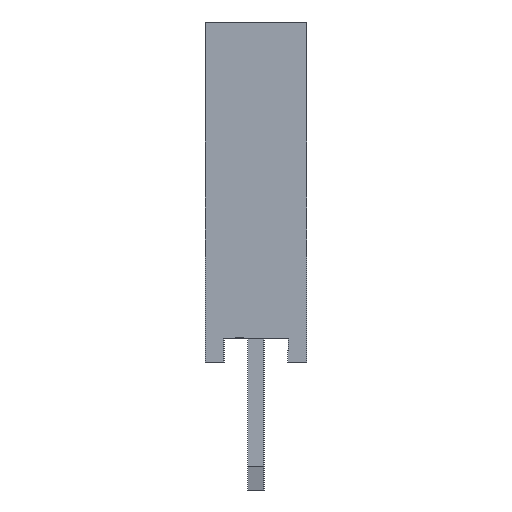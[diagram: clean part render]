
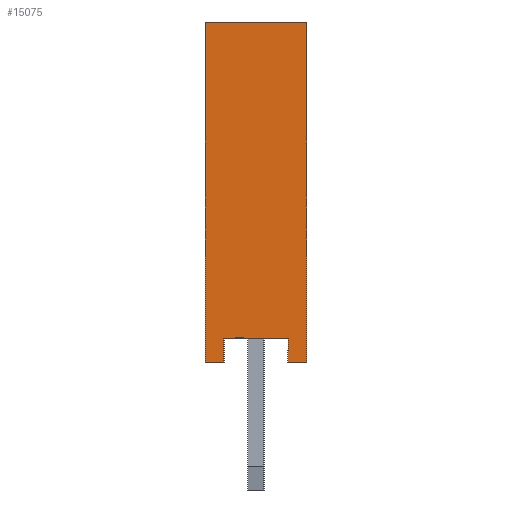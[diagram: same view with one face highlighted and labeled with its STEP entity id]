
A CAD part, left-side view. The second image highlights one B-rep face of the part: STEP entity #15075.
In plain terms, the highlighted planar face has unit normal (-1, 0, 0).
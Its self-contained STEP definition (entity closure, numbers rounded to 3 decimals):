
#538 = CARTESIAN_POINT ( 'NONE',  ( -1.27, 2.54, 8.5 ) ) ;
#846 = VERTEX_POINT ( 'NONE', #7048 ) ;
#892 = CARTESIAN_POINT ( 'NONE',  ( -1.27, 2.54, 0. ) ) ;
#1352 = DIRECTION ( 'NONE',  ( 1., 0., 0. ) ) ;
#1652 = LINE ( 'NONE', #22485, #21775 ) ;
#2615 = VERTEX_POINT ( 'NONE', #892 ) ;
#2759 = ORIENTED_EDGE ( 'NONE', *, *, #21900, .F. ) ;
#2931 = VECTOR ( 'NONE', #22691, 1000. ) ;
#3207 = EDGE_CURVE ( 'NONE', #16387, #2615, #1652, .T. ) ;
#3583 = ORIENTED_EDGE ( 'NONE', *, *, #24000, .F. ) ;
#3590 = DIRECTION ( 'NONE',  ( 0., -1., 0. ) ) ;
#4300 = CARTESIAN_POINT ( 'NONE',  ( -1.27, 0., 0. ) ) ;
#6075 = ORIENTED_EDGE ( 'NONE', *, *, #3207, .T. ) ;
#6165 = DIRECTION ( 'NONE',  ( 0., 1., 0. ) ) ;
#6260 = EDGE_CURVE ( 'NONE', #9805, #22959, #9807, .T. ) ;
#6715 = VECTOR ( 'NONE', #14093, 1000. ) ;
#6783 = LINE ( 'NONE', #7628, #20209 ) ;
#7048 = CARTESIAN_POINT ( 'NONE',  ( -1.27, 0., 8.5 ) ) ;
#7498 = ORIENTED_EDGE ( 'NONE', *, *, #17409, .F. ) ;
#7628 = CARTESIAN_POINT ( 'NONE',  ( -1.27, 0., 8.5 ) ) ;
#7992 = ORIENTED_EDGE ( 'NONE', *, *, #16641, .T. ) ;
#9805 = VERTEX_POINT ( 'NONE', #25757 ) ;
#9807 = LINE ( 'NONE', #21250, #18991 ) ;
#9887 = DIRECTION ( 'NONE',  ( 0., 0., -1. ) ) ;
#10905 = CARTESIAN_POINT ( 'NONE',  ( -1.27, 2.07, 0.6 ) ) ;
#11096 = VERTEX_POINT ( 'NONE', #20077 ) ;
#11224 = DIRECTION ( 'NONE',  ( 0., 0., -1. ) ) ;
#12733 = LINE ( 'NONE', #538, #6715 ) ;
#13484 = CARTESIAN_POINT ( 'NONE',  ( -1.27, 0.47, 0.6 ) ) ;
#14093 = DIRECTION ( 'NONE',  ( 0., -1., 0. ) ) ;
#14097 = CARTESIAN_POINT ( 'NONE',  ( -1.27, 2.07, 0.6 ) ) ;
#15075 = ADVANCED_FACE ( 'NONE', ( #16231 ), #28334, .F. ) ;
#15433 = CARTESIAN_POINT ( 'NONE',  ( -1.27, 0.47, 0.6 ) ) ;
#16170 = ORIENTED_EDGE ( 'NONE', *, *, #6260, .F. ) ;
#16231 = FACE_OUTER_BOUND ( 'NONE', #20137, .T. ) ;
#16387 = VERTEX_POINT ( 'NONE', #20385 ) ;
#16484 = LINE ( 'NONE', #28348, #27800 ) ;
#16641 = EDGE_CURVE ( 'NONE', #2615, #11096, #28784, .T. ) ;
#16761 = AXIS2_PLACEMENT_3D ( 'NONE', #23922, #1352, #26287 ) ;
#17079 = LINE ( 'NONE', #15433, #28364 ) ;
#17409 = EDGE_CURVE ( 'NONE', #16387, #846, #12733, .T. ) ;
#17760 = ORIENTED_EDGE ( 'NONE', *, *, #22375, .F. ) ;
#18529 = VECTOR ( 'NONE', #20890, 1000. ) ;
#18989 = CARTESIAN_POINT ( 'NONE',  ( -1.27, 2.54, 0. ) ) ;
#18991 = VECTOR ( 'NONE', #27840, 1000. ) ;
#19034 = VERTEX_POINT ( 'NONE', #4300 ) ;
#20077 = CARTESIAN_POINT ( 'NONE',  ( -1.27, 2.07, 0. ) ) ;
#20137 = EDGE_LOOP ( 'NONE', ( #7992, #3583, #2759, #16170, #24617, #17760, #7498, #6075 ) ) ;
#20209 = VECTOR ( 'NONE', #9887, 1000. ) ;
#20385 = CARTESIAN_POINT ( 'NONE',  ( -1.27, 2.54, 8.5 ) ) ;
#20808 = EDGE_CURVE ( 'NONE', #9805, #19034, #16484, .T. ) ;
#20890 = DIRECTION ( 'NONE',  ( 0., -1., 0. ) ) ;
#20955 = VERTEX_POINT ( 'NONE', #10905 ) ;
#21250 = CARTESIAN_POINT ( 'NONE',  ( -1.27, 0.47, 0.6 ) ) ;
#21775 = VECTOR ( 'NONE', #11224, 1000. ) ;
#21900 = EDGE_CURVE ( 'NONE', #22959, #20955, #17079, .T. ) ;
#22375 = EDGE_CURVE ( 'NONE', #846, #19034, #6783, .T. ) ;
#22485 = CARTESIAN_POINT ( 'NONE',  ( -1.27, 2.54, 8.5 ) ) ;
#22691 = DIRECTION ( 'NONE',  ( 0., 0., -1. ) ) ;
#22959 = VERTEX_POINT ( 'NONE', #13484 ) ;
#23391 = LINE ( 'NONE', #14097, #2931 ) ;
#23922 = CARTESIAN_POINT ( 'NONE',  ( -1.27, 2.54, 8.5 ) ) ;
#24000 = EDGE_CURVE ( 'NONE', #20955, #11096, #23391, .T. ) ;
#24617 = ORIENTED_EDGE ( 'NONE', *, *, #20808, .T. ) ;
#25757 = CARTESIAN_POINT ( 'NONE',  ( -1.27, 0.47, 0. ) ) ;
#26287 = DIRECTION ( 'NONE',  ( 0., 0., -1. ) ) ;
#27800 = VECTOR ( 'NONE', #3590, 1000. ) ;
#27840 = DIRECTION ( 'NONE',  ( 0., 0., 1. ) ) ;
#28334 = PLANE ( 'NONE',  #16761 ) ;
#28348 = CARTESIAN_POINT ( 'NONE',  ( -1.27, 2.54, 0. ) ) ;
#28364 = VECTOR ( 'NONE', #6165, 1000. ) ;
#28784 = LINE ( 'NONE', #18989, #18529 ) ;
